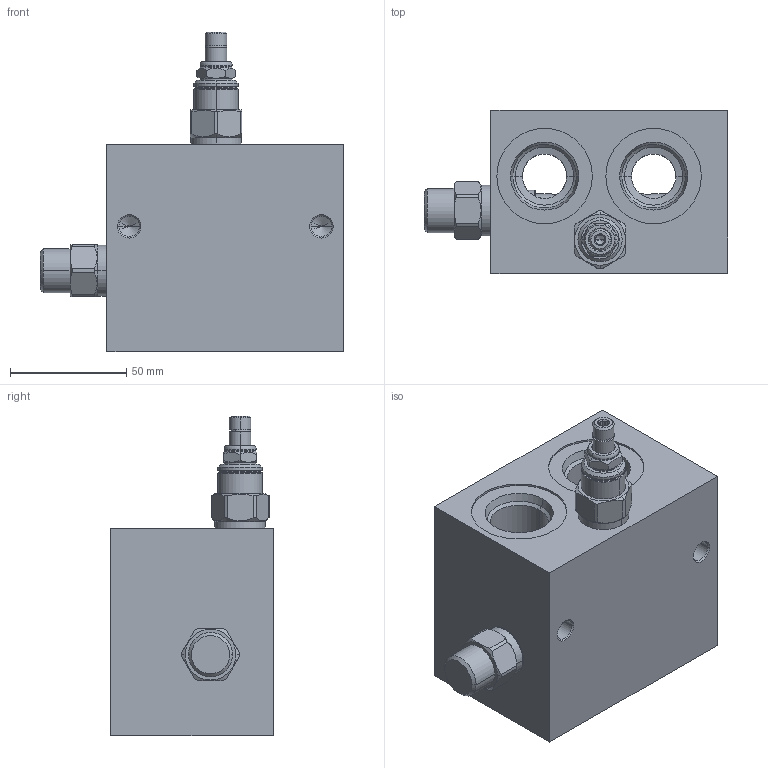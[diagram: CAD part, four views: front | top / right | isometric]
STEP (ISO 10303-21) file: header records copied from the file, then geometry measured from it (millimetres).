
FILE_DESCRIPTION((''),'2;1');
FILE_NAME('XRDCLNNHL_ASM','2024-01-11T',('ProEService'),(''),'PRO/ENGINEER BY PARAMETRIC TECHNOLOGY CORPORATION, 2014200','PRO/ENGINEER BY PARAMETRIC TECHNOLOGY CORPORATION, 2014200','');
FILE_SCHEMA(('CONFIG_CONTROL_DESIGN'));
Length unit declared in the file: inch
Products named in the file (4): 152-603-001; RPECLNN; DSCHXHN; XRDCLNNHL_ASM
Assembly tree (3 placements, depth 2):
  XRDCLNNHL_ASM
    152-603-001
    RPECLNN
    DSCHXHN
Bounding box: 130.18 x 69.85 x 137.41 mm (x, y, z)
Volume: 546859.1 mm3; surface area: 91016.3 mm2
Topology: 8 solids, 9 shells, 826 faces, 2154 edges, 1542 vertices
Faces by surface type: cylinder 366, cone 172, plane 145, torus 123, revolution 20
Entity records: 30096 total; most frequent: CARTESIAN_POINT 9617, DIRECTION 4557, ORIENTED_EDGE 3666, EDGE_CURVE 1833, AXIS2_PLACEMENT_3D 1817, VERTEX_POINT 1113, CIRCLE 996, EDGE_LOOP 986
